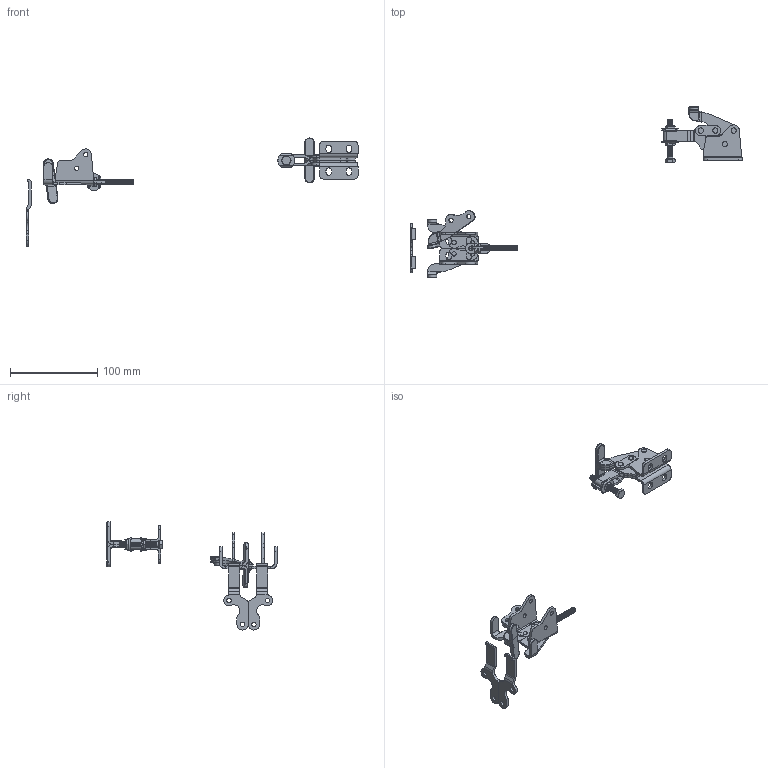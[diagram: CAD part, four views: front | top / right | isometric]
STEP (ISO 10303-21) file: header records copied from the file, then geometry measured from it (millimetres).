
FILE_DESCRIPTION( ( 'Unknown' ), '1' );
FILE_NAME( '107_UPINKA.stp', 'Unknown', ( 'Unknown' ), ( 'Unknown' ), 'PSStep 14.0', 'Unknown', ' ' );
FILE_SCHEMA( ( 'AUTOMOTIVE_DESIGN { 1 0 10303 214 1 1 1 1 }' ) );
Length unit declared in the file: millimetre
Products named in the file (20): 107003-S_OVLADACI PAKA; Assem1; 107003_OVLADACI PAKA L; 107004_OVLADACI PAKA P; 107007_TAHLO; 107007_TAHLO-oa0; 107001_TELO L; 107002_TELO P; 720614_NYT 5x14; 720614_NYT 5x14-oa1; 720614_NYT 5x14-oa2; 720614_NYT 5x14-oa3; 800069_SROUB M6x45-CSN ISO 4017; 800004_MATICE M6_DIN4398; 800004_MATICE M6_DIN4398-oa4; 930003_PODLOZKA M6; 930003_PODLOZKA M6-oa5; 107005_UPINACI PAKA L; 107006_UPINACI PAKA P; 107_PLASTOVA RUKOJET NAMAČENA
Bounding box: 380.77 x 195.06 x 124.01 mm (x, y, z)
Volume: 70578.3 mm3; surface area: 61771.4 mm2
Topology: 38 solids, 38 shells, 1128 faces, 2652 edges, 1612 vertices
Faces by surface type: cylinder 396, plane 330, cone 214, torus 116, bspline 60, sphere 8, extrusion 4
Full cylindrical faces by diameter (mm): 4.917 x12, 5 x44, 6 x100, 6.3 x4, 8.88 x2
Entity records: 19963 total; most frequent: CARTESIAN_POINT 4086, DIRECTION 2445, ORIENTED_EDGE 2006, AXIS2_PLACEMENT_3D 1025, EDGE_CURVE 1003, EDGE_LOOP 831, VERTEX_POINT 740, FACE_OUTER_BOUND 668
